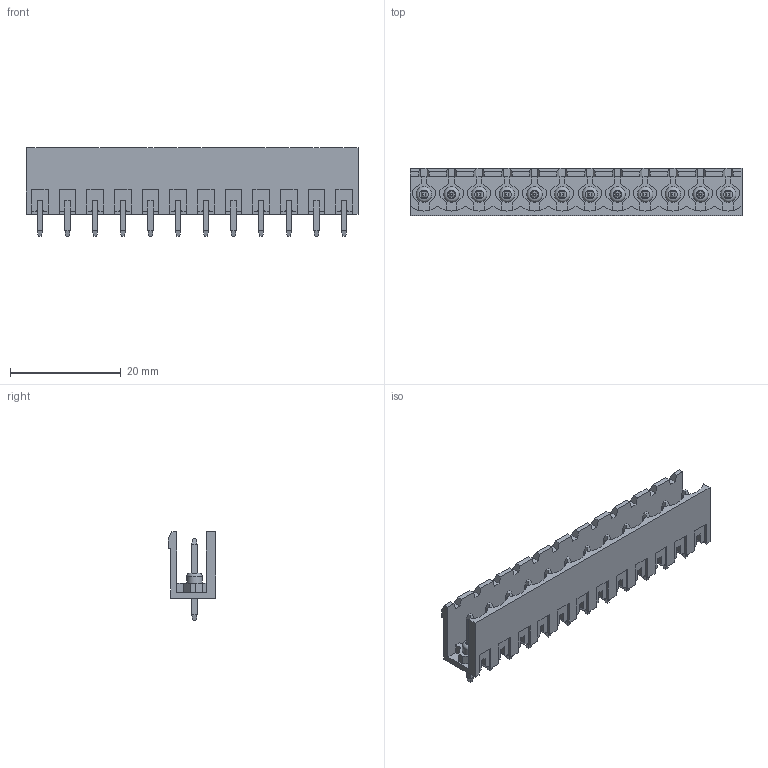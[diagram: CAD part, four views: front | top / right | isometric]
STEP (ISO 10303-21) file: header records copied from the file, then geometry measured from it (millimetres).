
FILE_DESCRIPTION( ( 'Unknown' ), '1' );
FILE_NAME( '691311700012.stp', 'Unknown', ( 'Unknown' ), ( 'Unknown' ), 'PSStep 18.0.17', 'Unknown', ' ' );
FILE_SCHEMA( ( 'AUTOMOTIVE_DESIGN { 1 0 10303 214 1 1 1 1 }' ) );
Length unit declared in the file: millimetre
Products named in the file (3): Assem1; 6913117000xx_PIN; 691311700112
Assembly tree (13 placements, depth 2):
  Assem1
    6913117000xx_PIN  x12
    691311700112
Bounding box: 60 x 8.5 x 16 mm (x, y, z)
Volume: 2208.2 mm3; surface area: 5299.8 mm2
Topology: 13 solids, 13 shells, 588 faces, 1566 edges, 1004 vertices
Faces by surface type: plane 552, cylinder 24, torus 12
Full cylindrical faces by diameter (mm): 2.8 x12
Entity records: 17464 total; most frequent: CARTESIAN_POINT 2486, ORIENTED_EDGE 2444, DIRECTION 2202, EDGE_CURVE 1222, LINE 1138, VECTOR 1138, VERTEX_POINT 816, AXIS2_PLACEMENT_3D 532
